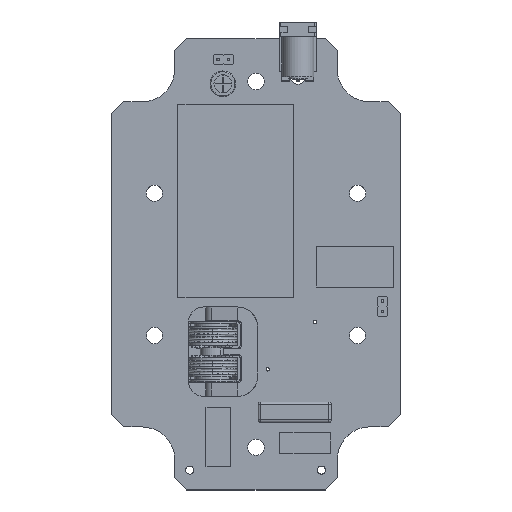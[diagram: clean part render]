
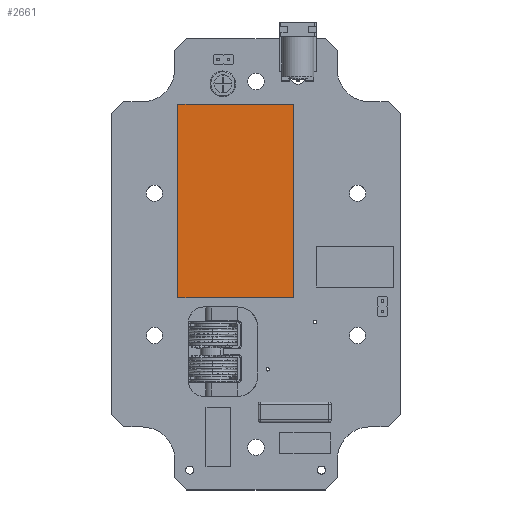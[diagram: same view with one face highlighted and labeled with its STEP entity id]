
A CAD part, top view. The second image highlights one B-rep face of the part: STEP entity #2661.
In plain terms, the highlighted planar face has unit normal (0, 0, 1).
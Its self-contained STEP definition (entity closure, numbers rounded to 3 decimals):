
#2532 = VERTEX_POINT('',#2533);
#2533 = CARTESIAN_POINT('',(-2.8,-22.1,22.1));
#2539 = EDGE_CURVE('',#2532,#2540,#2542,.T.);
#2540 = VERTEX_POINT('',#2541);
#2541 = CARTESIAN_POINT('',(44.7,-22.1,22.1));
#2542 = LINE('',#2543,#2544);
#2543 = CARTESIAN_POINT('',(-2.8,-22.1,22.1));
#2544 = VECTOR('',#2545,1.);
#2545 = DIRECTION('',(1.,0.,0.));
#2570 = EDGE_CURVE('',#2540,#2571,#2573,.T.);
#2571 = VERTEX_POINT('',#2572);
#2572 = CARTESIAN_POINT('',(44.7,6.4,22.1));
#2573 = LINE('',#2574,#2575);
#2574 = CARTESIAN_POINT('',(44.7,-22.1,22.1));
#2575 = VECTOR('',#2576,1.);
#2576 = DIRECTION('',(0.,1.,0.));
#2601 = EDGE_CURVE('',#2571,#2602,#2604,.T.);
#2602 = VERTEX_POINT('',#2603);
#2603 = CARTESIAN_POINT('',(-2.8,6.4,22.1));
#2604 = LINE('',#2605,#2606);
#2605 = CARTESIAN_POINT('',(44.7,6.4,22.1));
#2606 = VECTOR('',#2607,1.);
#2607 = DIRECTION('',(-1.,0.,0.));
#2632 = EDGE_CURVE('',#2602,#2532,#2633,.T.);
#2633 = LINE('',#2634,#2635);
#2634 = CARTESIAN_POINT('',(-2.8,6.4,22.1));
#2635 = VECTOR('',#2636,1.);
#2636 = DIRECTION('',(0.,-1.,0.));
#2661 = ADVANCED_FACE('',(#2662),#2668,.T.);
#2662 = FACE_BOUND('',#2663,.T.);
#2663 = EDGE_LOOP('',(#2664,#2665,#2666,#2667));
#2664 = ORIENTED_EDGE('',*,*,#2539,.T.);
#2665 = ORIENTED_EDGE('',*,*,#2570,.T.);
#2666 = ORIENTED_EDGE('',*,*,#2601,.T.);
#2667 = ORIENTED_EDGE('',*,*,#2632,.T.);
#2668 = PLANE('',#2669);
#2669 = AXIS2_PLACEMENT_3D('',#2670,#2671,#2672);
#2670 = CARTESIAN_POINT('',(20.95,-7.85,22.1));
#2671 = DIRECTION('',(0.,0.,1.));
#2672 = DIRECTION('',(1.,0.,-0.));
